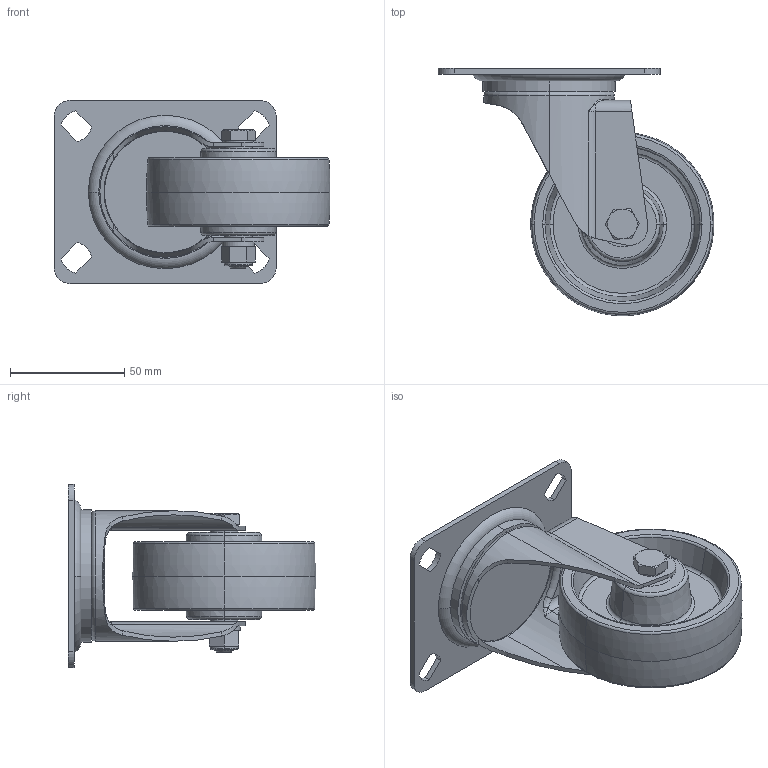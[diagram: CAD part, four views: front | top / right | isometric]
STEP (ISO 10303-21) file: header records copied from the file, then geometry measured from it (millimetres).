
FILE_DESCRIPTION (( 'STEP AP214' ), '1' );
FILE_NAME ('0032479_L-IV-PALK-080-R-3-DSN-EC_(A-01).step', '2019-01-31T11:24:18', ( '' ), ( '' ), 'SwSTEP 2.0', 'SolidWorks 2018', '' );
FILE_SCHEMA (( 'AUTOMOTIVE_DESIGN' ));
Length unit declared in the file: millimetre
Products named in the file (1): 0032479_L-IV-PALK-080-R-3-DSN-EC_(A-01)
Bounding box: 120.5 x 108 x 80 mm (x, y, z)
Volume: 143627.2 mm3; surface area: 69526.1 mm2
Topology: 9 solids, 9 shells, 227 faces, 512 edges, 314 vertices
Faces by surface type: plane 77, cylinder 66, torus 58, cone 18, bspline 8
Entity records: 9387 total; most frequent: CARTESIAN_POINT 1600, DIRECTION 1168, ORIENTED_EDGE 1016, EDGE_CURVE 508, AXIS2_PLACEMENT_3D 494, VERTEX_POINT 314, CIRCLE 274, EDGE_LOOP 264
